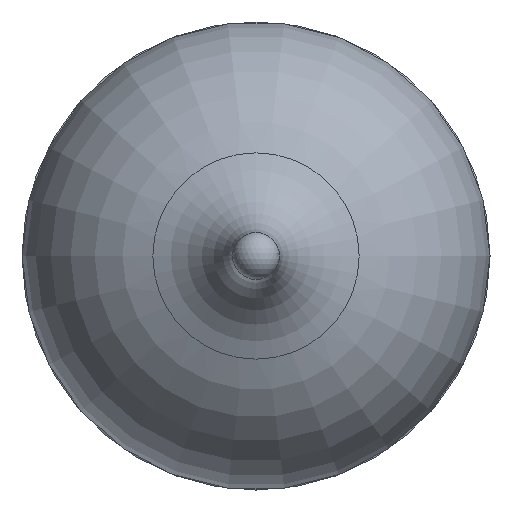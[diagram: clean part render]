
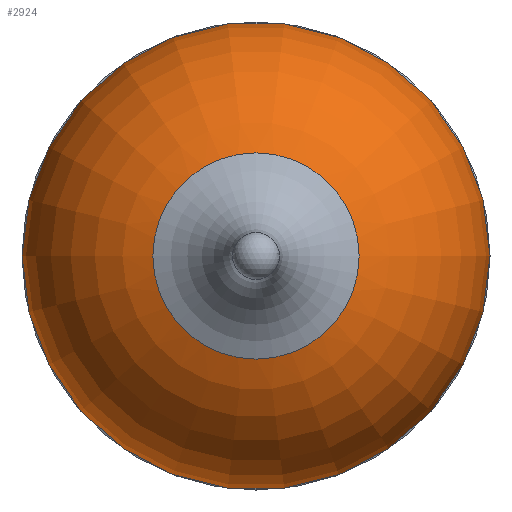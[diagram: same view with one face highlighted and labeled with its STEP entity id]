
A CAD part, front view. The second image highlights one B-rep face of the part: STEP entity #2924.
In plain terms, the highlighted toroidal (fillet/blend) face has major radius 1.791 mm and minor radius 8.209 mm.
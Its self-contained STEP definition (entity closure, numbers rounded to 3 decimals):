
#163 = DIRECTION ( 'NONE',  ( 0., 1., 0. ) ) ;
#283 = DIRECTION ( 'NONE',  ( -1., 0., 0. ) ) ;
#312 = DIRECTION ( 'NONE',  ( -1., 0., 0. ) ) ;
#327 = EDGE_CURVE ( 'NONE', #9112, #9112, #7433, .T. ) ;
#1167 = CARTESIAN_POINT ( 'NONE',  ( 0., -38.479, 0. ) ) ;
#2015 = EDGE_LOOP ( 'NONE', ( #6756 ) ) ;
#2022 = CARTESIAN_POINT ( 'NONE',  ( 0., -46.261, 0. ) ) ;
#2924 = ADVANCED_FACE ( 'NONE', ( #11024, #11171 ), #6962, .T. ) ;
#3617 = VERTEX_POINT ( 'NONE', #5719 ) ;
#4367 = AXIS2_PLACEMENT_3D ( 'NONE', #2022, #163, #11178 ) ;
#5719 = CARTESIAN_POINT ( 'NONE',  ( -4.407, -46.261, 0. ) ) ;
#5766 = AXIS2_PLACEMENT_3D ( 'NONE', #1167, #9437, #283 ) ;
#6057 = AXIS2_PLACEMENT_3D ( 'NONE', #7528, #11334, #312 ) ;
#6756 = ORIENTED_EDGE ( 'NONE', *, *, #9840, .T. ) ;
#6962 = TOROIDAL_SURFACE ( 'NONE', #5766, 1.791, 8.209 ) ;
#7433 = CIRCLE ( 'NONE', #6057, 6.701 ) ;
#7528 = CARTESIAN_POINT ( 'NONE',  ( 0., -31.901, 0. ) ) ;
#7556 = CARTESIAN_POINT ( 'NONE',  ( -6.701, -31.901, 0. ) ) ;
#7671 = EDGE_LOOP ( 'NONE', ( #9890 ) ) ;
#8199 = CIRCLE ( 'NONE', #4367, 4.407 ) ;
#9112 = VERTEX_POINT ( 'NONE', #7556 ) ;
#9437 = DIRECTION ( 'NONE',  ( 0., 1., 0. ) ) ;
#9840 = EDGE_CURVE ( 'NONE', #3617, #3617, #8199, .T. ) ;
#9890 = ORIENTED_EDGE ( 'NONE', *, *, #327, .F. ) ;
#11024 = FACE_OUTER_BOUND ( 'NONE', #7671, .T. ) ;
#11171 = FACE_OUTER_BOUND ( 'NONE', #2015, .T. ) ;
#11178 = DIRECTION ( 'NONE',  ( -1., 0., 0. ) ) ;
#11334 = DIRECTION ( 'NONE',  ( 0., 1., 0. ) ) ;
